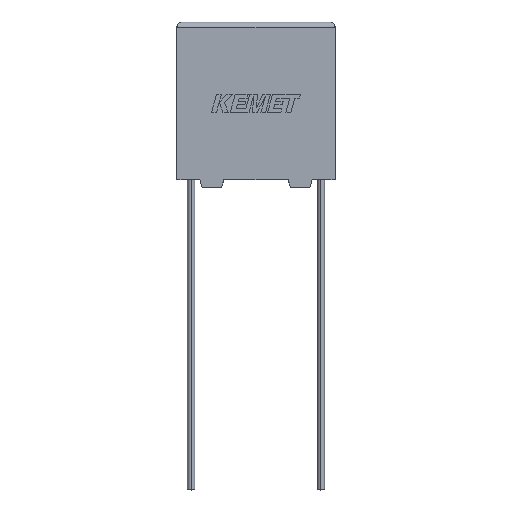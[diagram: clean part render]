
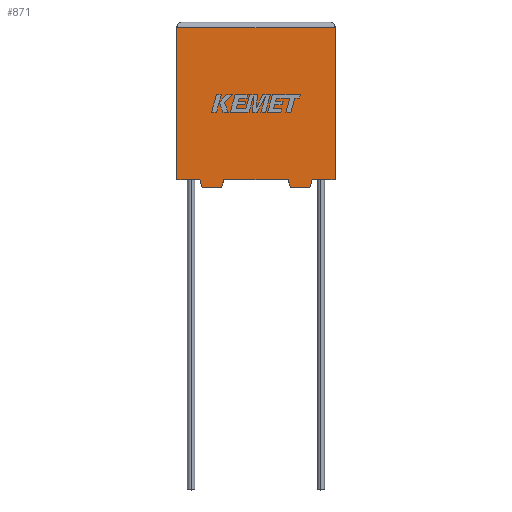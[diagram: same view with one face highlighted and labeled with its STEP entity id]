
A CAD part, top view. The second image highlights one B-rep face of the part: STEP entity #871.
In plain terms, the highlighted planar face has unit normal (0, 0, 1).
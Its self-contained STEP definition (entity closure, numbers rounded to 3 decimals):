
#5 = EDGE_LOOP ( 'NONE', ( #2097, #961, #200, #1033, #1846, #885, #997, #2637, #1582, #2855, #637, #689 ) ) ;
#29 = DIRECTION ( 'NONE',  ( -1., 0., 0. ) ) ;
#55 = LINE ( 'NONE', #2006, #2656 ) ;
#78 = CARTESIAN_POINT ( 'NONE',  ( 0., 0., 11.2 ) ) ;
#109 = DIRECTION ( 'NONE',  ( 0., 0., -1. ) ) ;
#139 = CARTESIAN_POINT ( 'NONE',  ( 15.351, -0.859, 11.2 ) ) ;
#157 = VERTEX_POINT ( 'NONE', #2514 ) ;
#200 = ORIENTED_EDGE ( 'NONE', *, *, #2024, .T. ) ;
#253 = VERTEX_POINT ( 'NONE', #2335 ) ;
#286 = DIRECTION ( 'NONE',  ( 1., 0., 0. ) ) ;
#289 = DIRECTION ( 'NONE',  ( 0.33, -0.944, 0. ) ) ;
#300 = CARTESIAN_POINT ( 'NONE',  ( 2.949, -0.859, 11.2 ) ) ;
#328 = VERTEX_POINT ( 'NONE', #3200 ) ;
#329 = VECTOR ( 'NONE', #3089, 1000. ) ;
#391 = CARTESIAN_POINT ( 'NONE',  ( 15.351, -0.859, 11.2 ) ) ;
#414 = CARTESIAN_POINT ( 'NONE',  ( 0., 0., 11.2 ) ) ;
#416 = VERTEX_POINT ( 'NONE', #1766 ) ;
#453 = VERTEX_POINT ( 'NONE', #300 ) ;
#637 = ORIENTED_EDGE ( 'NONE', *, *, #1531, .F. ) ;
#689 = ORIENTED_EDGE ( 'NONE', *, *, #1374, .T. ) ;
#781 = LINE ( 'NONE', #2002, #1419 ) ;
#782 = CARTESIAN_POINT ( 'NONE',  ( 2.649, 0., 11.2 ) ) ;
#871 = ADVANCED_FACE ( 'NONE', ( #1697 ), #2618, .F. ) ;
#885 = ORIENTED_EDGE ( 'NONE', *, *, #2830, .T. ) ;
#940 = LINE ( 'NONE', #2784, #1028 ) ;
#947 = LINE ( 'NONE', #2863, #2944 ) ;
#960 = CARTESIAN_POINT ( 'NONE',  ( 18.3, 17.552, 11.2 ) ) ;
#961 = ORIENTED_EDGE ( 'NONE', *, *, #1575, .T. ) ;
#980 = VERTEX_POINT ( 'NONE', #1637 ) ;
#992 = LINE ( 'NONE', #78, #329 ) ;
#997 = ORIENTED_EDGE ( 'NONE', *, *, #1338, .T. ) ;
#1016 = EDGE_CURVE ( 'NONE', #1416, #416, #2527, .T. ) ;
#1019 = CARTESIAN_POINT ( 'NONE',  ( 18.3, 0., 11.2 ) ) ;
#1028 = VECTOR ( 'NONE', #286, 1000. ) ;
#1033 = ORIENTED_EDGE ( 'NONE', *, *, #2132, .T. ) ;
#1049 = VECTOR ( 'NONE', #1895, 1000. ) ;
#1094 = VECTOR ( 'NONE', #1388, 1000. ) ;
#1147 = DIRECTION ( 'NONE',  ( -0.33, 0.944, 0. ) ) ;
#1153 = CARTESIAN_POINT ( 'NONE',  ( 15.651, 0., 11.2 ) ) ;
#1185 = DIRECTION ( 'NONE',  ( 1., 0., 0. ) ) ;
#1202 = VERTEX_POINT ( 'NONE', #1538 ) ;
#1219 = VERTEX_POINT ( 'NONE', #782 ) ;
#1259 = EDGE_CURVE ( 'NONE', #1219, #453, #55, .T. ) ;
#1322 = CARTESIAN_POINT ( 'NONE',  ( 0., 0., 11.2 ) ) ;
#1338 = EDGE_CURVE ( 'NONE', #1202, #2458, #2163, .T. ) ;
#1374 = EDGE_CURVE ( 'NONE', #253, #1875, #1695, .T. ) ;
#1388 = DIRECTION ( 'NONE',  ( -0.33, -0.944, 0. ) ) ;
#1416 = VERTEX_POINT ( 'NONE', #139 ) ;
#1419 = VECTOR ( 'NONE', #2256, 1000. ) ;
#1443 = VECTOR ( 'NONE', #2058, 1000. ) ;
#1502 = LINE ( 'NONE', #3009, #2614 ) ;
#1531 = EDGE_CURVE ( 'NONE', #253, #1416, #1732, .T. ) ;
#1538 = CARTESIAN_POINT ( 'NONE',  ( 5.149, -0.859, 11.2 ) ) ;
#1575 = EDGE_CURVE ( 'NONE', #3209, #157, #1502, .T. ) ;
#1582 = ORIENTED_EDGE ( 'NONE', *, *, #2593, .F. ) ;
#1615 = DIRECTION ( 'NONE',  ( -1., 0., 0. ) ) ;
#1628 = DIRECTION ( 'NONE',  ( 0., 1., 0. ) ) ;
#1637 = CARTESIAN_POINT ( 'NONE',  ( 0., 0., 11.2 ) ) ;
#1667 = LINE ( 'NONE', #1894, #1790 ) ;
#1695 = LINE ( 'NONE', #1322, #2739 ) ;
#1697 = FACE_OUTER_BOUND ( 'NONE', #5, .T. ) ;
#1732 = LINE ( 'NONE', #1153, #1094 ) ;
#1766 = CARTESIAN_POINT ( 'NONE',  ( 13.151, -0.859, 11.2 ) ) ;
#1790 = VECTOR ( 'NONE', #1147, 1000. ) ;
#1846 = ORIENTED_EDGE ( 'NONE', *, *, #1259, .T. ) ;
#1875 = VERTEX_POINT ( 'NONE', #1019 ) ;
#1894 = CARTESIAN_POINT ( 'NONE',  ( 13.151, -0.859, 11.2 ) ) ;
#1895 = DIRECTION ( 'NONE',  ( -1., 0., 0. ) ) ;
#1915 = VECTOR ( 'NONE', #1185, 1000. ) ;
#2002 = CARTESIAN_POINT ( 'NONE',  ( 0., 0., 11.2 ) ) ;
#2006 = CARTESIAN_POINT ( 'NONE',  ( 2.649, 0., 11.2 ) ) ;
#2012 = AXIS2_PLACEMENT_3D ( 'NONE', #2329, #109, #1615 ) ;
#2024 = EDGE_CURVE ( 'NONE', #157, #980, #992, .T. ) ;
#2058 = DIRECTION ( 'NONE',  ( 0.33, 0.944, 0. ) ) ;
#2060 = EDGE_CURVE ( 'NONE', #1875, #3209, #947, .T. ) ;
#2097 = ORIENTED_EDGE ( 'NONE', *, *, #2060, .T. ) ;
#2132 = EDGE_CURVE ( 'NONE', #980, #1219, #2426, .T. ) ;
#2163 = LINE ( 'NONE', #2310, #1443 ) ;
#2256 = DIRECTION ( 'NONE',  ( 1., 0., 0. ) ) ;
#2310 = CARTESIAN_POINT ( 'NONE',  ( 5.149, -0.859, 11.2 ) ) ;
#2329 = CARTESIAN_POINT ( 'NONE',  ( 0., 0., 11.2 ) ) ;
#2335 = CARTESIAN_POINT ( 'NONE',  ( 15.651, 0., 11.2 ) ) ;
#2409 = EDGE_CURVE ( 'NONE', #2458, #328, #781, .T. ) ;
#2426 = LINE ( 'NONE', #414, #1915 ) ;
#2458 = VERTEX_POINT ( 'NONE', #2848 ) ;
#2514 = CARTESIAN_POINT ( 'NONE',  ( 0., 17.552, 11.2 ) ) ;
#2527 = LINE ( 'NONE', #391, #1049 ) ;
#2593 = EDGE_CURVE ( 'NONE', #416, #328, #1667, .T. ) ;
#2614 = VECTOR ( 'NONE', #29, 1000. ) ;
#2618 = PLANE ( 'NONE',  #2012 ) ;
#2637 = ORIENTED_EDGE ( 'NONE', *, *, #2409, .T. ) ;
#2656 = VECTOR ( 'NONE', #289, 1000. ) ;
#2739 = VECTOR ( 'NONE', #2827, 1000. ) ;
#2784 = CARTESIAN_POINT ( 'NONE',  ( 2.949, -0.859, 11.2 ) ) ;
#2827 = DIRECTION ( 'NONE',  ( 1., 0., 0. ) ) ;
#2830 = EDGE_CURVE ( 'NONE', #453, #1202, #940, .T. ) ;
#2848 = CARTESIAN_POINT ( 'NONE',  ( 5.449, 0., 11.2 ) ) ;
#2855 = ORIENTED_EDGE ( 'NONE', *, *, #1016, .F. ) ;
#2863 = CARTESIAN_POINT ( 'NONE',  ( 18.3, 0., 11.2 ) ) ;
#2944 = VECTOR ( 'NONE', #1628, 1000. ) ;
#3009 = CARTESIAN_POINT ( 'NONE',  ( 0., 17.552, 11.2 ) ) ;
#3089 = DIRECTION ( 'NONE',  ( 0., -1., 0. ) ) ;
#3200 = CARTESIAN_POINT ( 'NONE',  ( 12.851, 0., 11.2 ) ) ;
#3209 = VERTEX_POINT ( 'NONE', #960 ) ;
